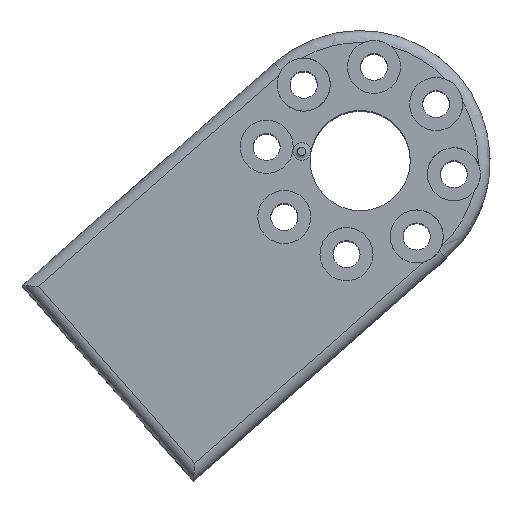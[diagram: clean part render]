
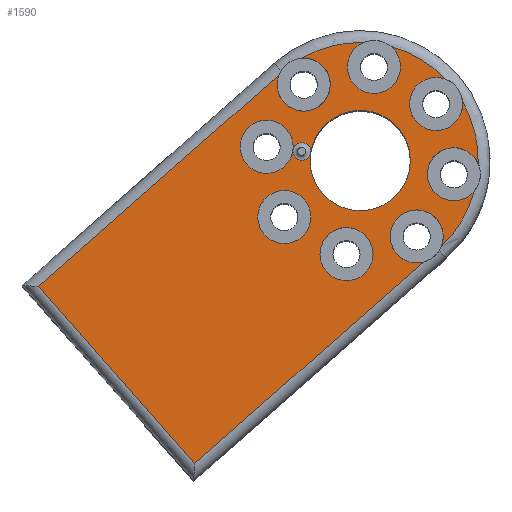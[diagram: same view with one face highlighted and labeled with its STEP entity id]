
A CAD part, top view. The second image highlights one B-rep face of the part: STEP entity #1590.
In plain terms, the highlighted planar face has unit normal (0, 0, 1).
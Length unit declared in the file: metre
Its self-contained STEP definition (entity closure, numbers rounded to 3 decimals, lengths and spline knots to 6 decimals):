
#88=LINE('',#2759,#134);
#89=LINE('',#2761,#135);
#90=LINE('',#2763,#136);
#134=VECTOR('',#2200,1.);
#135=VECTOR('',#2201,1.);
#136=VECTOR('',#2202,1.);
#174=PLANE('',#1784);
#349=ORIENTED_EDGE('',*,*,#701,.T.);
#350=ORIENTED_EDGE('',*,*,#702,.F.);
#351=ORIENTED_EDGE('',*,*,#703,.T.);
#352=ORIENTED_EDGE('',*,*,#704,.F.);
#353=ORIENTED_EDGE('',*,*,#705,.T.);
#354=ORIENTED_EDGE('',*,*,#706,.F.);
#355=ORIENTED_EDGE('',*,*,#707,.T.);
#356=ORIENTED_EDGE('',*,*,#708,.F.);
#357=ORIENTED_EDGE('',*,*,#709,.T.);
#358=ORIENTED_EDGE('',*,*,#710,.F.);
#359=ORIENTED_EDGE('',*,*,#711,.T.);
#360=ORIENTED_EDGE('',*,*,#712,.T.);
#361=ORIENTED_EDGE('',*,*,#713,.T.);
#362=ORIENTED_EDGE('',*,*,#714,.F.);
#363=ORIENTED_EDGE('',*,*,#715,.F.);
#364=ORIENTED_EDGE('',*,*,#716,.F.);
#365=ORIENTED_EDGE('',*,*,#717,.F.);
#701=EDGE_CURVE('',#894,#894,#1007,.F.);
#702=EDGE_CURVE('',#895,#896,#1008,.T.);
#703=EDGE_CURVE('',#895,#897,#1009,.T.);
#704=EDGE_CURVE('',#898,#897,#1010,.T.);
#705=EDGE_CURVE('',#898,#899,#1011,.T.);
#706=EDGE_CURVE('',#900,#899,#1012,.T.);
#707=EDGE_CURVE('',#900,#901,#1013,.T.);
#708=EDGE_CURVE('',#902,#901,#1014,.T.);
#709=EDGE_CURVE('',#902,#903,#1015,.T.);
#710=EDGE_CURVE('',#904,#903,#1016,.T.);
#711=EDGE_CURVE('',#904,#905,#88,.T.);
#712=EDGE_CURVE('',#905,#906,#89,.F.);
#713=EDGE_CURVE('',#906,#896,#90,.F.);
#714=EDGE_CURVE('',#907,#907,#1017,.T.);
#715=EDGE_CURVE('',#908,#908,#1018,.T.);
#716=EDGE_CURVE('',#909,#909,#1019,.T.);
#717=EDGE_CURVE('',#910,#910,#1020,.T.);
#894=VERTEX_POINT('',#2739);
#895=VERTEX_POINT('',#2741);
#896=VERTEX_POINT('',#2742);
#897=VERTEX_POINT('',#2744);
#898=VERTEX_POINT('',#2746);
#899=VERTEX_POINT('',#2748);
#900=VERTEX_POINT('',#2750);
#901=VERTEX_POINT('',#2752);
#902=VERTEX_POINT('',#2754);
#903=VERTEX_POINT('',#2756);
#904=VERTEX_POINT('',#2758);
#905=VERTEX_POINT('',#2760);
#906=VERTEX_POINT('',#2762);
#907=VERTEX_POINT('',#2765);
#908=VERTEX_POINT('',#2767);
#909=VERTEX_POINT('',#2769);
#910=VERTEX_POINT('',#2771);
#1007=CIRCLE('',#1785,0.00075);
#1008=CIRCLE('',#1786,0.00225);
#1009=CIRCLE('',#1787,0.01);
#1010=CIRCLE('',#1788,0.00225);
#1011=CIRCLE('',#1789,0.01);
#1012=CIRCLE('',#1790,0.00225);
#1013=CIRCLE('',#1791,0.01);
#1014=CIRCLE('',#1792,0.00225);
#1015=CIRCLE('',#1793,0.01);
#1016=CIRCLE('',#1794,0.00225);
#1017=CIRCLE('',#1795,0.00225);
#1018=CIRCLE('',#1796,0.00225);
#1019=CIRCLE('',#1797,0.00225);
#1020=CIRCLE('',#1798,0.00425);
#1169=EDGE_LOOP('',(#349));
#1170=EDGE_LOOP('',(#350,#351,#352,#353,#354,#355,#356,#357,#358,#359,#360,
#361));
#1171=EDGE_LOOP('',(#362));
#1172=EDGE_LOOP('',(#363));
#1173=EDGE_LOOP('',(#364));
#1174=EDGE_LOOP('',(#365));
#1383=FACE_BOUND('',#1169,.T.);
#1384=FACE_BOUND('',#1170,.T.);
#1385=FACE_BOUND('',#1171,.T.);
#1386=FACE_BOUND('',#1172,.T.);
#1387=FACE_BOUND('',#1173,.T.);
#1388=FACE_BOUND('',#1174,.T.);
#1590=ADVANCED_FACE('',(#1383,#1384,#1385,#1386,#1387,#1388),#174,.T.);
#1784=AXIS2_PLACEMENT_3D('',#2737,#2178,#2179);
#1785=AXIS2_PLACEMENT_3D('',#2738,#2180,#2181);
#1786=AXIS2_PLACEMENT_3D('',#2740,#2182,#2183);
#1787=AXIS2_PLACEMENT_3D('',#2743,#2184,#2185);
#1788=AXIS2_PLACEMENT_3D('',#2745,#2186,#2187);
#1789=AXIS2_PLACEMENT_3D('',#2747,#2188,#2189);
#1790=AXIS2_PLACEMENT_3D('',#2749,#2190,#2191);
#1791=AXIS2_PLACEMENT_3D('',#2751,#2192,#2193);
#1792=AXIS2_PLACEMENT_3D('',#2753,#2194,#2195);
#1793=AXIS2_PLACEMENT_3D('',#2755,#2196,#2197);
#1794=AXIS2_PLACEMENT_3D('',#2757,#2198,#2199);
#1795=AXIS2_PLACEMENT_3D('',#2764,#2203,#2204);
#1796=AXIS2_PLACEMENT_3D('',#2766,#2205,#2206);
#1797=AXIS2_PLACEMENT_3D('',#2768,#2207,#2208);
#1798=AXIS2_PLACEMENT_3D('',#2770,#2209,#2210);
#2178=DIRECTION('',(0.,0.,1.));
#2179=DIRECTION('',(1.,0.,0.));
#2180=DIRECTION('',(0.,0.,1.));
#2181=DIRECTION('',(1.,0.,0.));
#2182=DIRECTION('',(0.,0.,1.));
#2183=DIRECTION('',(1.,0.,0.));
#2184=DIRECTION('',(0.,0.,1.));
#2185=DIRECTION('',(1.,0.,0.));
#2186=DIRECTION('',(0.,0.,1.));
#2187=DIRECTION('',(1.,0.,0.));
#2188=DIRECTION('',(0.,0.,1.));
#2189=DIRECTION('',(1.,0.,0.));
#2190=DIRECTION('',(0.,0.,1.));
#2191=DIRECTION('',(1.,0.,0.));
#2192=DIRECTION('',(0.,0.,1.));
#2193=DIRECTION('',(1.,0.,0.));
#2194=DIRECTION('',(0.,0.,1.));
#2195=DIRECTION('',(1.,0.,0.));
#2196=DIRECTION('',(0.,0.,1.));
#2197=DIRECTION('',(1.,0.,0.));
#2198=DIRECTION('',(0.,0.,1.));
#2199=DIRECTION('',(1.,0.,0.));
#2200=DIRECTION('',(-0.75,-0.661,0.));
#2201=DIRECTION('',(-0.661,0.75,0.));
#2202=DIRECTION('',(-0.75,-0.661,0.));
#2203=DIRECTION('',(0.,0.,1.));
#2204=DIRECTION('',(1.,0.,0.));
#2205=DIRECTION('',(0.,0.,1.));
#2206=DIRECTION('',(1.,0.,0.));
#2207=DIRECTION('',(0.,0.,1.));
#2208=DIRECTION('',(1.,0.,0.));
#2209=DIRECTION('',(0.,0.,1.));
#2210=DIRECTION('',(1.,0.,0.));
#2737=CARTESIAN_POINT('',(-0.00988,-0.02798,0.011139));
#2738=CARTESIAN_POINT('',(-0.023084,-0.034474,0.011139));
#2739=CARTESIAN_POINT('',(-0.022334,-0.034474,0.011139));
#2740=CARTESIAN_POINT('',(-0.013348,-0.041683,0.011139));
#2741=CARTESIAN_POINT('',(-0.011254,-0.042507,0.011139));
#2742=CARTESIAN_POINT('',(-0.012781,-0.04386,0.011139));
#2743=CARTESIAN_POINT('',(-0.018135,-0.03525,0.011139));
#2744=CARTESIAN_POINT('',(-0.008483,-0.037866,0.011139));
#2745=CARTESIAN_POINT('',(-0.010201,-0.036414,0.011139));
#2746=CARTESIAN_POINT('',(-0.008138,-0.035516,0.011139));
#2747=CARTESIAN_POINT('',(-0.018135,-0.03525,0.011139));
#2748=CARTESIAN_POINT('',(-0.00946,-0.030275,0.011139));
#2749=CARTESIAN_POINT('',(-0.011702,-0.030463,0.011139));
#2750=CARTESIAN_POINT('',(-0.010878,-0.02837,0.011139));
#2751=CARTESIAN_POINT('',(-0.018135,-0.03525,0.011139));
#2752=CARTESIAN_POINT('',(-0.015518,-0.025598,0.011139));
#2753=CARTESIAN_POINT('',(-0.016971,-0.027317,0.011139));
#2754=CARTESIAN_POINT('',(-0.017869,-0.025254,0.011139));
#2755=CARTESIAN_POINT('',(-0.018135,-0.03525,0.011139));
#2756=CARTESIAN_POINT('',(-0.023109,-0.026575,0.011139));
#2757=CARTESIAN_POINT('',(-0.022922,-0.028817,0.011139));
#2758=CARTESIAN_POINT('',(-0.02501,-0.02798,0.011139));
#2759=CARTESIAN_POINT('',(-0.046132,-0.046582,0.011139));
#2760=CARTESIAN_POINT('',(-0.045381,-0.045921,0.011139));
#2761=CARTESIAN_POINT('',(-0.031502,-0.061681,0.011139));
#2762=CARTESIAN_POINT('',(-0.032163,-0.06093,0.011139));
#2763=CARTESIAN_POINT('',(-0.003271,-0.035484,0.011139));
#2764=CARTESIAN_POINT('',(-0.019299,-0.043183,0.011139));
#2765=CARTESIAN_POINT('',(-0.017049,-0.043183,0.011139));
#2766=CARTESIAN_POINT('',(-0.024567,-0.040037,0.011139));
#2767=CARTESIAN_POINT('',(-0.022317,-0.040037,0.011139));
#2768=CARTESIAN_POINT('',(-0.026068,-0.034086,0.011139));
#2769=CARTESIAN_POINT('',(-0.023818,-0.034086,0.011139));
#2770=CARTESIAN_POINT('',(-0.018135,-0.03525,0.011139));
#2771=CARTESIAN_POINT('',(-0.013885,-0.03525,0.011139));
